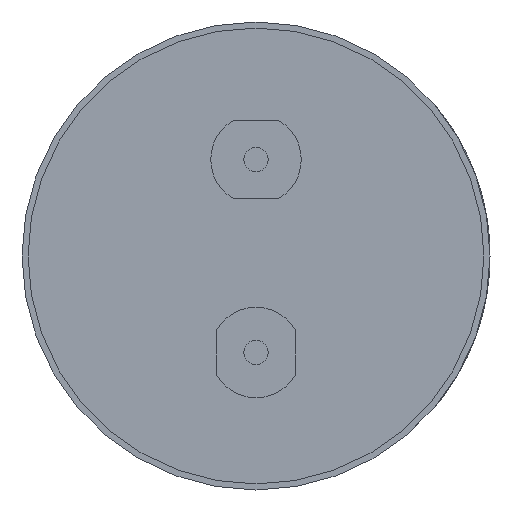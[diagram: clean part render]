
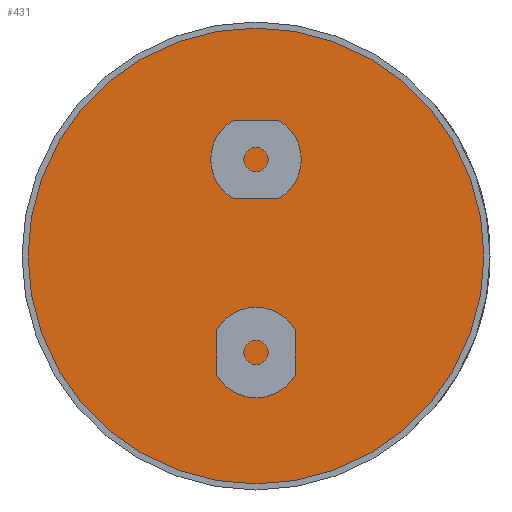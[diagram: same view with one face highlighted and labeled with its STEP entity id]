
A CAD part, front view. The second image highlights one B-rep face of the part: STEP entity #431.
In plain terms, the highlighted planar face has unit normal (0, -1, 0).
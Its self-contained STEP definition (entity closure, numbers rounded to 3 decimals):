
#95 = DIRECTION ( 'NONE',  ( 0., -1., 0. ) ) ;
#224 = DIRECTION ( 'NONE',  ( 0., 0., -1. ) ) ;
#405 = AXIS2_PLACEMENT_3D ( 'NONE', #1201, #95, #538 ) ;
#431 = ADVANCED_FACE ( 'NONE', ( #2704 ), #1386, .T. ) ;
#538 = DIRECTION ( 'NONE',  ( 0., 0., -1. ) ) ;
#697 = EDGE_CURVE ( 'NONE', #940, #1587, #1239, .T. ) ;
#754 = DIRECTION ( 'NONE',  ( 0., -1., 0. ) ) ;
#771 = CIRCLE ( 'NONE', #2207, 37.8 ) ;
#940 = VERTEX_POINT ( 'NONE', #978 ) ;
#978 = CARTESIAN_POINT ( 'NONE',  ( 0., 3.2, 37.8 ) ) ;
#1186 = DIRECTION ( 'NONE',  ( 0., 0., -1. ) ) ;
#1201 = CARTESIAN_POINT ( 'NONE',  ( 0., 3.2, 0. ) ) ;
#1239 = CIRCLE ( 'NONE', #2279, 37.8 ) ;
#1385 = ORIENTED_EDGE ( 'NONE', *, *, #1630, .T. ) ;
#1386 = PLANE ( 'NONE',  #405 ) ;
#1520 = DIRECTION ( 'NONE',  ( 0., -1., 0. ) ) ;
#1587 = VERTEX_POINT ( 'NONE', #2494 ) ;
#1630 = EDGE_CURVE ( 'NONE', #1587, #940, #771, .T. ) ;
#1806 = EDGE_LOOP ( 'NONE', ( #1385, #1975 ) ) ;
#1950 = CARTESIAN_POINT ( 'NONE',  ( 0., 3.2, 0. ) ) ;
#1975 = ORIENTED_EDGE ( 'NONE', *, *, #697, .T. ) ;
#2048 = CARTESIAN_POINT ( 'NONE',  ( 0., 3.2, 0. ) ) ;
#2207 = AXIS2_PLACEMENT_3D ( 'NONE', #2048, #754, #1186 ) ;
#2279 = AXIS2_PLACEMENT_3D ( 'NONE', #1950, #1520, #224 ) ;
#2494 = CARTESIAN_POINT ( 'NONE',  ( 0., 3.2, -37.8 ) ) ;
#2704 = FACE_OUTER_BOUND ( 'NONE', #1806, .T. ) ;
